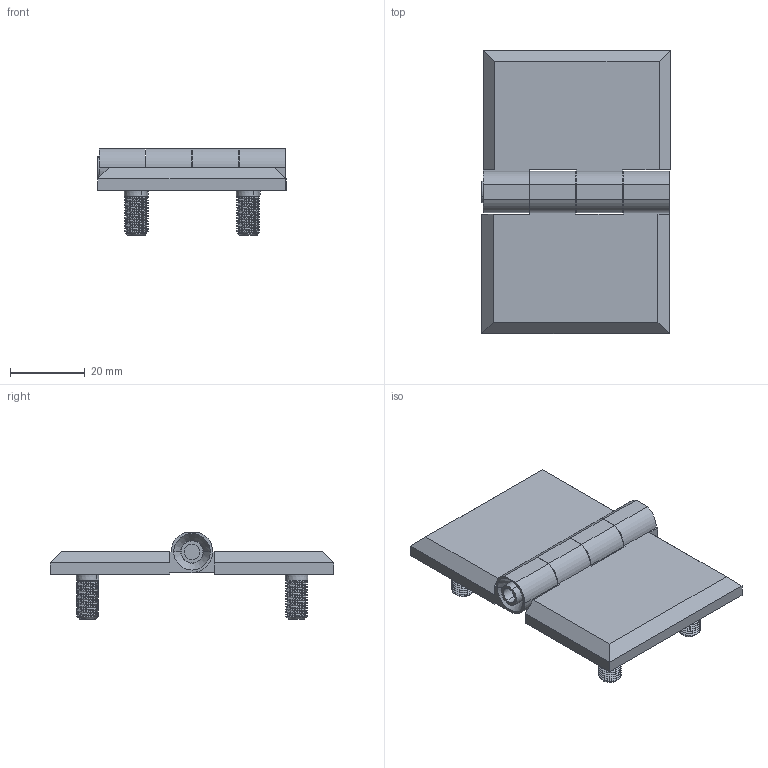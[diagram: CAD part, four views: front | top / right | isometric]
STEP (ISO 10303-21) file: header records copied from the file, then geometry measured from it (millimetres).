
FILE_DESCRIPTION (( 'STEP AP203' ), '1' );
FILE_NAME ('MY5076.1.2.1.STEP', '2022-08-01T05:32:19', ( '' ), ( '' ), 'SwSTEP 2.0', 'SolidWorks 2021', '' );
FILE_SCHEMA (( 'CONFIG_CONTROL_DESIGN' ));
Length unit declared in the file: millimetre
Products named in the file (1): MY5076.1.2.1
Bounding box: 50.65 x 76 x 23.18 mm (x, y, z)
Surface area: 13094.7 mm2 (no closed solid volume)
Topology: 0 solids, 8 shells, 236 faces, 668 edges, 448 vertices
Faces by surface type: cylinder 154, plane 54, cone 20, bspline 8
Entity records: 13264 total; most frequent: CARTESIAN_POINT 7699, ORIENTED_EDGE 1302, DIRECTION 1010, EDGE_CURVE 668, VERTEX_POINT 448, AXIS2_PLACEMENT_3D 371, LINE 268, VECTOR 268
